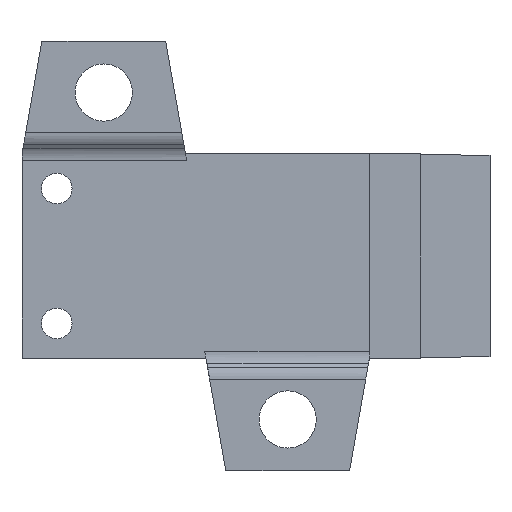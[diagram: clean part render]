
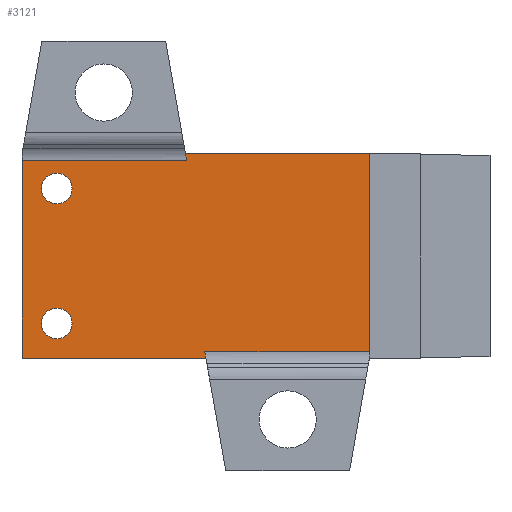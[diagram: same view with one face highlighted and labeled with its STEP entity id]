
A CAD part, front view. The second image highlights one B-rep face of the part: STEP entity #3121.
In plain terms, the highlighted planar face has unit normal (0, -1, 0).
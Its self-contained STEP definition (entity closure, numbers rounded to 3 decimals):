
#174=CIRCLE('',#3423,0.75);
#177=CIRCLE('',#3426,0.75);
#178=CIRCLE('',#3428,0.75);
#181=CIRCLE('',#3431,0.75);
#270=FACE_BOUND('',#600,.T.);
#271=FACE_BOUND('',#601,.T.);
#413=FACE_OUTER_BOUND('',#599,.T.);
#599=EDGE_LOOP('',(#2740,#2741,#2742,#2743,#2744,#2745,#2746,#2747));
#600=EDGE_LOOP('',(#2748,#2749));
#601=EDGE_LOOP('',(#2750,#2751));
#895=LINE('',#5962,#1196);
#896=LINE('',#5964,#1197);
#897=LINE('',#5966,#1198);
#898=LINE('',#5968,#1199);
#899=LINE('',#5970,#1200);
#900=LINE('',#5972,#1201);
#901=LINE('',#5974,#1202);
#902=LINE('',#5975,#1203);
#1196=VECTOR('',#4211,9.);
#1197=VECTOR('',#4212,0.32);
#1198=VECTOR('',#4213,8.056);
#1199=VECTOR('',#4214,9.685);
#1200=VECTOR('',#4215,9.);
#1201=VECTOR('',#4216,0.32);
#1202=VECTOR('',#4217,8.056);
#1203=VECTOR('',#4218,9.685);
#1464=VERTEX_POINT('',#5863);
#1465=VERTEX_POINT('',#5864);
#1468=VERTEX_POINT('',#5873);
#1469=VERTEX_POINT('',#5874);
#1504=VERTEX_POINT('',#5960);
#1505=VERTEX_POINT('',#5961);
#1506=VERTEX_POINT('',#5963);
#1507=VERTEX_POINT('',#5965);
#1508=VERTEX_POINT('',#5967);
#1509=VERTEX_POINT('',#5969);
#1510=VERTEX_POINT('',#5971);
#1511=VERTEX_POINT('',#5973);
#1882=EDGE_CURVE('',#1464,#1465,#174,.T.);
#1886=EDGE_CURVE('',#1465,#1464,#177,.T.);
#1887=EDGE_CURVE('',#1468,#1469,#178,.T.);
#1891=EDGE_CURVE('',#1469,#1468,#181,.T.);
#1928=EDGE_CURVE('',#1504,#1505,#895,.T.);
#1929=EDGE_CURVE('',#1504,#1506,#896,.T.);
#1930=EDGE_CURVE('',#1506,#1507,#897,.T.);
#1931=EDGE_CURVE('',#1507,#1508,#898,.T.);
#1932=EDGE_CURVE('',#1508,#1509,#899,.T.);
#1933=EDGE_CURVE('',#1509,#1510,#900,.T.);
#1934=EDGE_CURVE('',#1510,#1511,#901,.T.);
#1935=EDGE_CURVE('',#1505,#1511,#902,.T.);
#2740=ORIENTED_EDGE('',*,*,#1928,.F.);
#2741=ORIENTED_EDGE('',*,*,#1929,.T.);
#2742=ORIENTED_EDGE('',*,*,#1930,.T.);
#2743=ORIENTED_EDGE('',*,*,#1931,.T.);
#2744=ORIENTED_EDGE('',*,*,#1932,.T.);
#2745=ORIENTED_EDGE('',*,*,#1933,.T.);
#2746=ORIENTED_EDGE('',*,*,#1934,.T.);
#2747=ORIENTED_EDGE('',*,*,#1935,.F.);
#2748=ORIENTED_EDGE('',*,*,#1887,.F.);
#2749=ORIENTED_EDGE('',*,*,#1891,.F.);
#2750=ORIENTED_EDGE('',*,*,#1882,.F.);
#2751=ORIENTED_EDGE('',*,*,#1886,.F.);
#2969=PLANE('',#3449);
#3121=ADVANCED_FACE('',(#413,#270,#271),#2969,.T.);
#3423=AXIS2_PLACEMENT_3D('',#5865,#4127,#4128);
#3426=AXIS2_PLACEMENT_3D('',#5871,#4134,#4135);
#3428=AXIS2_PLACEMENT_3D('',#5875,#4138,#4139);
#3431=AXIS2_PLACEMENT_3D('',#5881,#4145,#4146);
#3449=AXIS2_PLACEMENT_3D('',#5959,#4209,#4210);
#4127=DIRECTION('center_axis',(0.,-1.,0.));
#4128=DIRECTION('ref_axis',(0.,0.,-1.));
#4134=DIRECTION('center_axis',(0.,-1.,0.));
#4135=DIRECTION('ref_axis',(0.,0.,-1.));
#4138=DIRECTION('center_axis',(0.,-1.,0.));
#4139=DIRECTION('ref_axis',(0.,0.,-1.));
#4145=DIRECTION('center_axis',(0.,-1.,0.));
#4146=DIRECTION('ref_axis',(0.,0.,-1.));
#4209=DIRECTION('center_axis',(0.,-1.,0.));
#4210=DIRECTION('ref_axis',(0.,0.,-1.));
#4211=DIRECTION('',(1.,0.,0.));
#4212=DIRECTION('',(0.174,0.,-0.985));
#4213=DIRECTION('',(-1.,0.,0.));
#4214=DIRECTION('',(0.,0.,-1.));
#4215=DIRECTION('',(1.,0.,0.));
#4216=DIRECTION('',(-0.174,0.,0.985));
#4217=DIRECTION('',(1.,0.,0.));
#4218=DIRECTION('',(0.,0.,-1.));
#5863=CARTESIAN_POINT('',(-1.7,-1.,-2.55));
#5864=CARTESIAN_POINT('',(-1.7,-1.,-4.05));
#5865=CARTESIAN_POINT('Origin',(-1.7,-1.,-3.3));
#5871=CARTESIAN_POINT('Origin',(-1.7,-1.,-3.3));
#5873=CARTESIAN_POINT('',(-1.7,-1.,4.05));
#5874=CARTESIAN_POINT('',(-1.7,-1.,2.55));
#5875=CARTESIAN_POINT('Origin',(-1.7,-1.,3.3));
#5881=CARTESIAN_POINT('Origin',(-1.7,-1.,3.3));
#5959=CARTESIAN_POINT('Origin',(-17.,-1.,-5.));
#5960=CARTESIAN_POINT('',(-9.,-1.,5.));
#5961=CARTESIAN_POINT('',(0.,-1.,5.));
#5962=CARTESIAN_POINT('',(-9.,-1.,5.));
#5963=CARTESIAN_POINT('',(-8.944,-1.,4.685));
#5964=CARTESIAN_POINT('',(-9.,-1.,5.));
#5965=CARTESIAN_POINT('',(-17.,-1.,4.685));
#5966=CARTESIAN_POINT('',(-8.944,-1.,4.685));
#5967=CARTESIAN_POINT('',(-17.,-1.,-5.));
#5968=CARTESIAN_POINT('',(-17.,-1.,4.685));
#5969=CARTESIAN_POINT('',(-8.,-1.,-5.));
#5970=CARTESIAN_POINT('',(-17.,-1.,-5.));
#5971=CARTESIAN_POINT('',(-8.056,-1.,-4.685));
#5972=CARTESIAN_POINT('',(-8.,-1.,-5.));
#5973=CARTESIAN_POINT('',(0.,-1.,-4.685));
#5974=CARTESIAN_POINT('',(-8.056,-1.,-4.685));
#5975=CARTESIAN_POINT('',(0.,-1.,5.));
